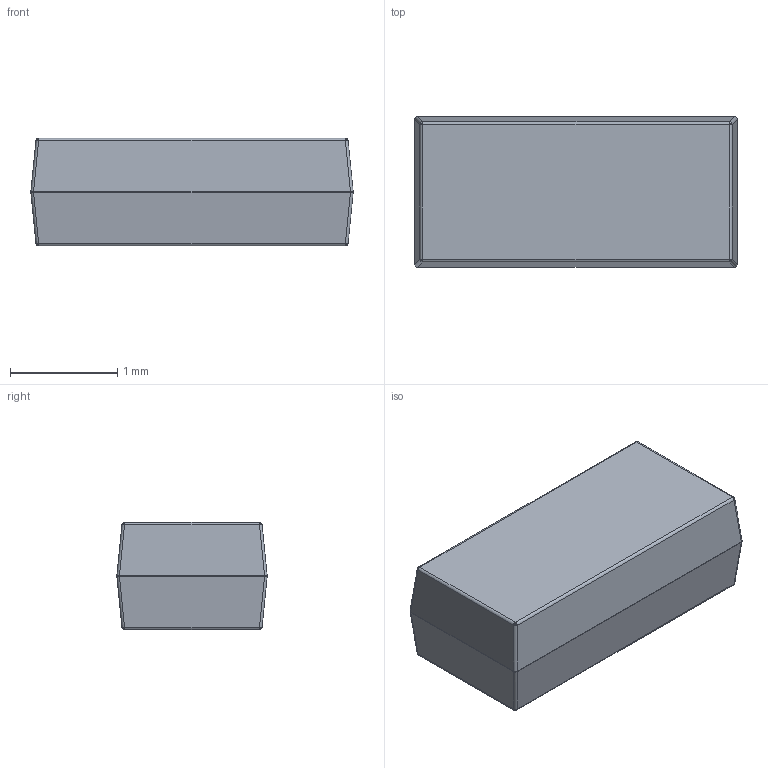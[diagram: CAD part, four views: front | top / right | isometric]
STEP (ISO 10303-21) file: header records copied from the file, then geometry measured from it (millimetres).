
FILE_DESCRIPTION (( 'STEP AP214' ), '1' );
FILE_NAME ('Component1.step', '2019-10-07T21:56:36', ( '' ), ( '' ), 'SwSTEP 2.0', 'SolidWorks 2017', '' );
FILE_SCHEMA (( 'AUTOMOTIVE_DESIGN' ));
Length unit declared in the file: millimetre
Products named in the file (1): Component1
Bounding box: 3 x 1.4 x 1 mm (x, y, z)
Volume: 4 mm3; surface area: 16 mm2
Topology: 1 solids, 1 shells, 52 faces, 142 edges, 70 vertices
Faces by surface type: bspline 22, cylinder 20, plane 10
Entity records: 2332 total; most frequent: CARTESIAN_POINT 573, DIRECTION 262, ORIENTED_EDGE 240, EDGE_CURVE 120, AXIS2_PLACEMENT_3D 111, CIRCLE 80, VERTEX_POINT 70, UNCERTAINTY_MEASURE_WITH_UNIT 55
